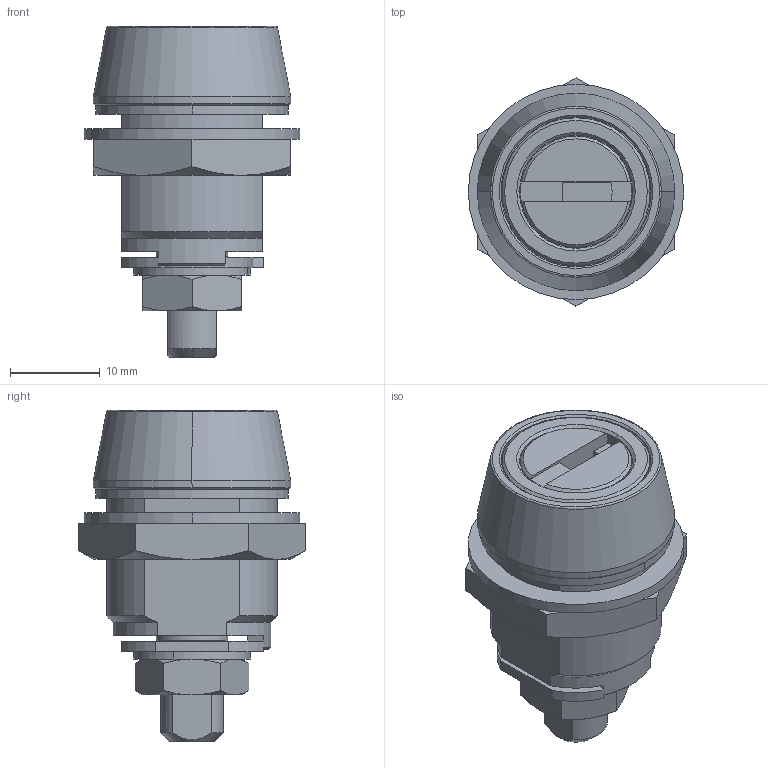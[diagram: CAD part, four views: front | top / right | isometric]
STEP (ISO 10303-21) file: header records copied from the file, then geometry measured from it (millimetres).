
FILE_DESCRIPTION( (''), '2;1');
FILE_NAME ('PC50.1860.TL_434_R_7293.stp','2019-12-26T15:58:52',(''),(''),'spGate 15.6.1','','');
FILE_SCHEMA (('AUTOMOTIVE_DESIGN'));
Length unit declared in the file: millimetre
Products named in the file (7): Assembly; FWP11SASSY; __19-24____(t1.2); M19_~t4___; ___t______AW-7; M7_~t4___; TL-434,435共通パッキン
Assembly tree (6 placements, depth 2):
  Assembly
    FWP11SASSY
    __19-24____(t1.2)
    M19_~t4___
    ___t______AW-7
    M7_~t4___
    TL-434,435共通パッキン
Bounding box: 24 x 25.4 x 36.9 mm (x, y, z)
Volume: 8828.2 mm3; surface area: 5265.7 mm2
Topology: 6 solids, 6 shells, 173 faces, 428 edges, 273 vertices
Faces by surface type: plane 74, cylinder 57, bspline 42
Entity records: 9070 total; most frequent: CARTESIAN_POINT 1511, ORIENTED_EDGE 856, DIRECTION 797, COLOUR_RGB 607, PRESENTATION_STYLE_ASSIGNMENT 607, STYLED_ITEM 607, EDGE_CURVE 428, DRAUGHTING_PRE_DEFINED_CURVE_FONT 428
